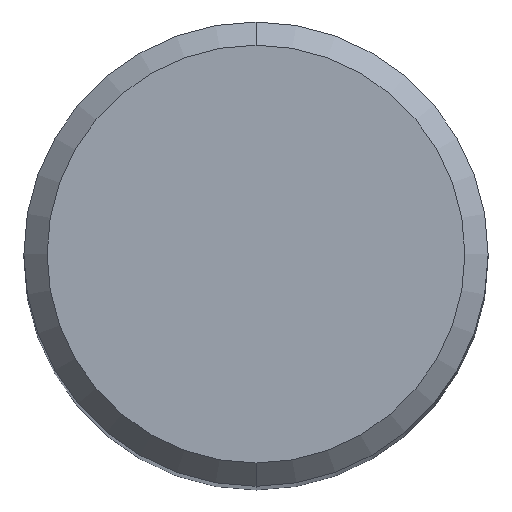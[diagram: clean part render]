
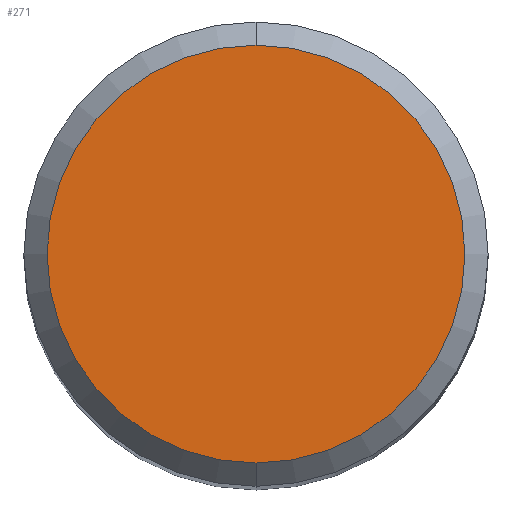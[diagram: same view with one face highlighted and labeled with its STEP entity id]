
A CAD part, top view. The second image highlights one B-rep face of the part: STEP entity #271.
In plain terms, the highlighted planar face has unit normal (0, 0, 1).
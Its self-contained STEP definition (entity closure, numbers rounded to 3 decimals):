
#217=EDGE_CURVE('',#315,#329,#537,.T.);
#271=ADVANCED_FACE('',(#594),#595,.T.);
#315=VERTEX_POINT('',#641);
#329=VERTEX_POINT('',#659);
#397=EDGE_CURVE('',#329,#315,#735,.T.);
#537=CIRCLE('',#920,4.5);
#594=FACE_OUTER_BOUND('',#1048,.T.);
#595=PLANE('',#1049);
#641=CARTESIAN_POINT('',(0.,-4.5,0.0));
#659=CARTESIAN_POINT('',(0.0,4.5,0.0));
#735=CIRCLE('',#1338,4.5);
#920=AXIS2_PLACEMENT_3D('',#1566,#1567,#1568);
#1048=EDGE_LOOP('',(#1631,#1632));
#1049=AXIS2_PLACEMENT_3D('',#1633,#1634,#1635);
#1338=AXIS2_PLACEMENT_3D('',#1790,#1791,#1792);
#1566=CARTESIAN_POINT('',(0.0,0.0,0.0));
#1567=DIRECTION('',(0.0,0.0,-1.0));
#1568=DIRECTION('',(0.0,1.0,0.0));
#1631=ORIENTED_EDGE('',*,*,#397,.F.);
#1632=ORIENTED_EDGE('',*,*,#217,.F.);
#1633=CARTESIAN_POINT('',(0.0,2.25,0.0));
#1634=DIRECTION('',(-0.0,0.0,1.0));
#1635=DIRECTION('',(0.0,-1.0,0.0));
#1790=CARTESIAN_POINT('',(0.0,0.0,0.0));
#1791=DIRECTION('',(0.0,0.0,-1.0));
#1792=DIRECTION('',(0.0,1.0,0.0));
